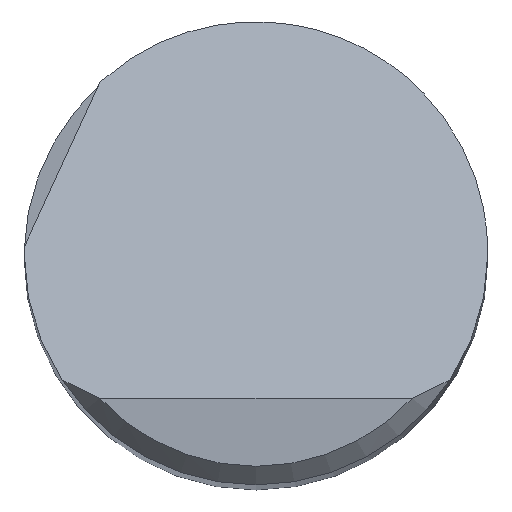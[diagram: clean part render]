
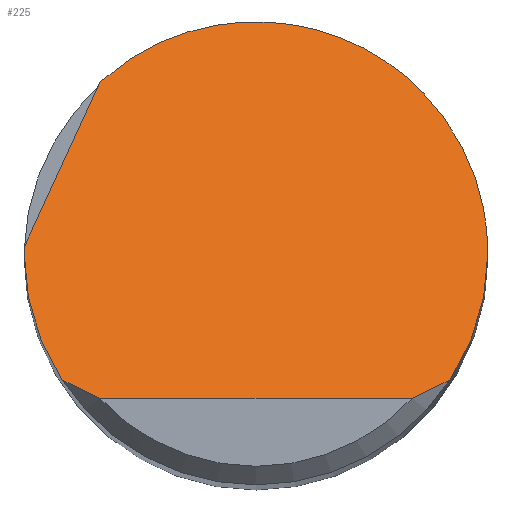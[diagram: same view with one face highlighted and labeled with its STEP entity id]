
A CAD part, top view. The second image highlights one B-rep face of the part: STEP entity #225.
In plain terms, the highlighted planar face has unit normal (0, 0.707, 0.707).
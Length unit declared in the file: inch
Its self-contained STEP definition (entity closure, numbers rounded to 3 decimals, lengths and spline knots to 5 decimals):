
#8 = EDGE_LOOP ( 'NONE', ( #409, #444, #370, #437, #54, #295, #126, #421 ) ) ;
#9 = CARTESIAN_POINT ( 'NONE',  ( 0.1875, 0., 2.3825 ) ) ;
#14 = CARTESIAN_POINT ( 'NONE',  ( 0.1875, 0., 2.3825 ) ) ;
#54 = ORIENTED_EDGE ( 'NONE', *, *, #208, .T. ) ;
#55 = VERTEX_POINT ( 'NONE', #66 ) ;
#61 = VECTOR ( 'NONE', #321, 39.37008 ) ;
#66 = CARTESIAN_POINT ( 'NONE',  ( -0.1875, 0., 2.3825 ) ) ;
#69 = CARTESIAN_POINT ( 'NONE',  ( -0.18748, 0.00333, 2.37917 ) ) ;
#77 = CARTESIAN_POINT ( 'NONE',  ( -0.18743, 0.005, 2.3775 ) ) ;
#79 = DIRECTION ( 'NONE',  ( 1., 0., 0. ) ) ;
#83 = CARTESIAN_POINT ( 'NONE',  ( 0.12629, -0.1175, 2.5 ) ) ;
#85 = VERTEX_POINT ( 'NONE', #382 ) ;
#100 = VERTEX_POINT ( 'NONE', #237 ) ;
#103 = CARTESIAN_POINT ( 'NONE',  ( -0.12629, -0.1175, 2.5 ) ) ;
#111 = CARTESIAN_POINT ( 'NONE',  ( -0.14711, -0.10785, 2.49035 ) ) ;
#118 = CARTESIAN_POINT ( 'NONE',  ( 0.1875, 0.18969, 2.19281 ) ) ;
#121 = EDGE_CURVE ( 'NONE', #85, #55, #364, .T. ) ;
#126 = ORIENTED_EDGE ( 'NONE', *, *, #121, .F. ) ;
#128 =( BOUNDED_CURVE ( )  B_SPLINE_CURVE ( 3, ( #452, #277, #69, #202 ),
 .UNSPECIFIED., .F., .T. ) 
 B_SPLINE_CURVE_WITH_KNOTS ( ( 4, 4 ),
 ( 4.71239, 4.73906 ),
 .UNSPECIFIED. ) 
 CURVE ( )  GEOMETRIC_REPRESENTATION_ITEM ( )  RATIONAL_B_SPLINE_CURVE ( ( 1., 1., 1., 1. ) ) 
 REPRESENTATION_ITEM ( '' )  );
#135 = B_SPLINE_CURVE_WITH_KNOTS ( 'NONE', 3,
 ( #223, #167, #157, #442 ),
 .UNSPECIFIED., .F., .F.,
 ( 4, 4 ),
 ( 0., 0.00095 ),
 .UNSPECIFIED. ) ;
#137 = CARTESIAN_POINT ( 'NONE',  ( -0.17704, -0.0718, 2.4543 ) ) ;
#138 = DIRECTION ( 'NONE',  ( 0., -0.707, -0.707 ) ) ;
#141 = EDGE_CURVE ( 'NONE', #55, #230, #128, .T. ) ;
#150 = LINE ( 'NONE', #363, #385 ) ;
#154 =( BOUNDED_CURVE ( )  B_SPLINE_CURVE ( 3, ( #9, #221, #367, #179 ),
 .UNSPECIFIED., .F., .F. ) 
 B_SPLINE_CURVE_WITH_KNOTS ( ( 4, 4 ),
 ( 1.5708, 2.14917 ),
 .UNSPECIFIED. ) 
 CURVE ( )  GEOMETRIC_REPRESENTATION_ITEM ( )  RATIONAL_B_SPLINE_CURVE ( ( 1., 0.972, 0.972, 1. ) ) 
 REPRESENTATION_ITEM ( '' )  );
#157 = CARTESIAN_POINT ( 'NONE',  ( 0.14711, -0.10785, 2.49035 ) ) ;
#167 = CARTESIAN_POINT ( 'NONE',  ( 0.1369, -0.11288, 2.49538 ) ) ;
#172 = LINE ( 'NONE', #240, #61 ) ;
#179 = CARTESIAN_POINT ( 'NONE',  ( 0.157, -0.1025, 2.485 ) ) ;
#183 = VERTEX_POINT ( 'NONE', #103 ) ;
#202 = CARTESIAN_POINT ( 'NONE',  ( -0.18743, 0.005, 2.3775 ) ) ;
#207 = FACE_OUTER_BOUND ( 'NONE', #8, .T. ) ;
#208 = EDGE_CURVE ( 'NONE', #228, #230, #172, .T. ) ;
#221 = CARTESIAN_POINT ( 'NONE',  ( 0.1875, -0.03666, 2.41916 ) ) ;
#223 = CARTESIAN_POINT ( 'NONE',  ( 0.12629, -0.1175, 2.5 ) ) ;
#225 = ADVANCED_FACE ( 'NONE', ( #207 ), #325, .F. ) ;
#228 = VERTEX_POINT ( 'NONE', #387 ) ;
#230 = VERTEX_POINT ( 'NONE', #77 ) ;
#233 = CARTESIAN_POINT ( 'NONE',  ( -0.157, -0.1025, 2.485 ) ) ;
#235 =( BOUNDED_CURVE ( )  B_SPLINE_CURVE ( 3, ( #365, #413, #118, #14 ),
 .UNSPECIFIED., .F., .F. ) 
 B_SPLINE_CURVE_WITH_KNOTS ( ( 4, 4 ),
 ( 5.54449, 7.85398 ),
 .UNSPECIFIED. ) 
 CURVE ( )  GEOMETRIC_REPRESENTATION_ITEM ( )  RATIONAL_B_SPLINE_CURVE ( ( 1., 0.603, 0.603, 1. ) ) 
 REPRESENTATION_ITEM ( '' )  );
#237 = CARTESIAN_POINT ( 'NONE',  ( 0.1875, 0., 2.3825 ) ) ;
#239 = CARTESIAN_POINT ( 'NONE',  ( -0.1875, 0., 2.3825 ) ) ;
#240 = CARTESIAN_POINT ( 'NONE',  ( -0.23821, -0.10589, 2.48839 ) ) ;
#244 = CARTESIAN_POINT ( 'NONE',  ( -0.1369, -0.11288, 2.49538 ) ) ;
#250 = CARTESIAN_POINT ( 'NONE',  ( -0.1875, -0.1175, 2.5 ) ) ;
#253 = EDGE_CURVE ( 'NONE', #85, #183, #347, .T. ) ;
#267 = AXIS2_PLACEMENT_3D ( 'NONE', #250, #138, #279 ) ;
#273 = EDGE_CURVE ( 'NONE', #183, #400, #150, .T. ) ;
#277 = CARTESIAN_POINT ( 'NONE',  ( -0.1875, 0.00167, 2.38083 ) ) ;
#279 = DIRECTION ( 'NONE',  ( 0., 0.707, -0.707 ) ) ;
#289 = EDGE_CURVE ( 'NONE', #400, #319, #135, .T. ) ;
#292 = CARTESIAN_POINT ( 'NONE',  ( -0.12629, -0.1175, 2.5 ) ) ;
#295 = ORIENTED_EDGE ( 'NONE', *, *, #141, .F. ) ;
#319 = VERTEX_POINT ( 'NONE', #333 ) ;
#321 = DIRECTION ( 'NONE',  ( -0.308, -0.673, 0.673 ) ) ;
#325 = PLANE ( 'NONE',  #267 ) ;
#329 = EDGE_CURVE ( 'NONE', #100, #319, #154, .T. ) ;
#333 = CARTESIAN_POINT ( 'NONE',  ( 0.157, -0.1025, 2.485 ) ) ;
#338 = EDGE_CURVE ( 'NONE', #228, #100, #235, .T. ) ;
#347 = B_SPLINE_CURVE_WITH_KNOTS ( 'NONE', 3,
 ( #354, #111, #244, #292 ),
 .UNSPECIFIED., .F., .F.,
 ( 4, 4 ),
 ( 0., 0.00095 ),
 .UNSPECIFIED. ) ;
#354 = CARTESIAN_POINT ( 'NONE',  ( -0.157, -0.1025, 2.485 ) ) ;
#363 = CARTESIAN_POINT ( 'NONE',  ( 0., -0.1175, 2.5 ) ) ;
#364 =( BOUNDED_CURVE ( )  B_SPLINE_CURVE ( 3, ( #233, #137, #384, #239 ),
 .UNSPECIFIED., .F., .T. ) 
 B_SPLINE_CURVE_WITH_KNOTS ( ( 4, 4 ),
 ( 4.13401, 4.71239 ),
 .UNSPECIFIED. ) 
 CURVE ( )  GEOMETRIC_REPRESENTATION_ITEM ( )  RATIONAL_B_SPLINE_CURVE ( ( 1., 0.972, 0.972, 1. ) ) 
 REPRESENTATION_ITEM ( '' )  );
#365 = CARTESIAN_POINT ( 'NONE',  ( -0.12625, 0.13863, 2.24387 ) ) ;
#367 = CARTESIAN_POINT ( 'NONE',  ( 0.17704, -0.0718, 2.4543 ) ) ;
#370 = ORIENTED_EDGE ( 'NONE', *, *, #329, .F. ) ;
#382 = CARTESIAN_POINT ( 'NONE',  ( -0.157, -0.1025, 2.485 ) ) ;
#384 = CARTESIAN_POINT ( 'NONE',  ( -0.1875, -0.03666, 2.41916 ) ) ;
#385 = VECTOR ( 'NONE', #79, 39.37008 ) ;
#387 = CARTESIAN_POINT ( 'NONE',  ( -0.12625, 0.13863, 2.24387 ) ) ;
#400 = VERTEX_POINT ( 'NONE', #83 ) ;
#409 = ORIENTED_EDGE ( 'NONE', *, *, #273, .T. ) ;
#413 = CARTESIAN_POINT ( 'NONE',  ( 0.014, 0.26635, 2.11615 ) ) ;
#421 = ORIENTED_EDGE ( 'NONE', *, *, #253, .T. ) ;
#437 = ORIENTED_EDGE ( 'NONE', *, *, #338, .F. ) ;
#442 = CARTESIAN_POINT ( 'NONE',  ( 0.157, -0.1025, 2.485 ) ) ;
#444 = ORIENTED_EDGE ( 'NONE', *, *, #289, .T. ) ;
#452 = CARTESIAN_POINT ( 'NONE',  ( -0.1875, 0., 2.3825 ) ) ;
